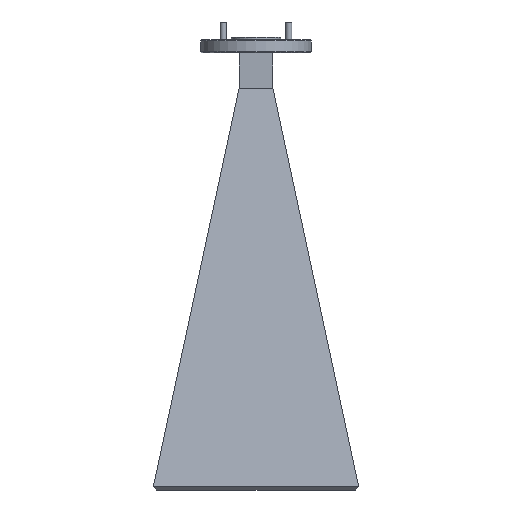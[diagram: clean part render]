
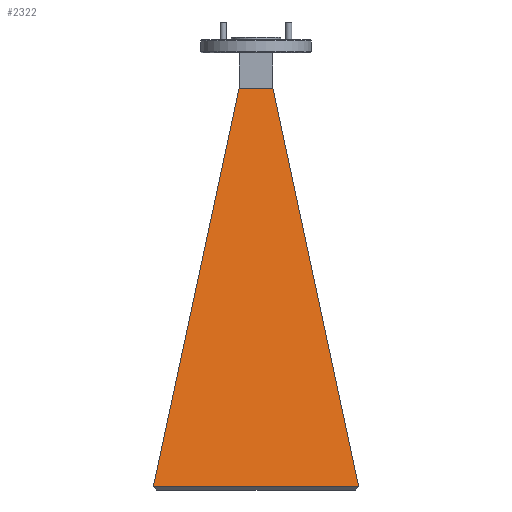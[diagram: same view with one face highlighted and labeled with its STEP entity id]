
A CAD part, front view. The second image highlights one B-rep face of the part: STEP entity #2322.
In plain terms, the highlighted planar face has unit normal (0, -0.984, 0.177).
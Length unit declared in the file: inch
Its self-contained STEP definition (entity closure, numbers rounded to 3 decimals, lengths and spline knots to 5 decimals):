
#93 = ORIENTED_EDGE ( 'NONE', *, *, #2254, .F. ) ;
#99 = DIRECTION ( 'NONE',  ( 0., -0.984, 0.177 ) ) ;
#165 = LINE ( 'NONE', #1307, #1140 ) ;
#239 = LINE ( 'NONE', #1487, #573 ) ;
#258 = DIRECTION ( 'NONE',  ( -1., 0., 0. ) ) ;
#262 = CARTESIAN_POINT ( 'NONE',  ( 0., -0.02138, 0.00385 ) ) ;
#278 = DIRECTION ( 'NONE',  ( 0., -0.177, -0.984 ) ) ;
#404 = DIRECTION ( 'NONE',  ( 0.207, 0.173, 0.963 ) ) ;
#408 = VECTOR ( 'NONE', #1600, 39.37008 ) ;
#450 = CARTESIAN_POINT ( 'NONE',  ( -0.172, -0.116, -0.522 ) ) ;
#490 = AXIS2_PLACEMENT_3D ( 'NONE', #262, #99, #278 ) ;
#573 = VECTOR ( 'NONE', #258, 39.37008 ) ;
#866 = DIRECTION ( 'NONE',  ( 1., 0., 0. ) ) ;
#898 = CARTESIAN_POINT ( 'NONE',  ( 0.172, -0.116, -0.522 ) ) ;
#1037 = ORIENTED_EDGE ( 'NONE', *, *, #1456, .T. ) ;
#1090 = LINE ( 'NONE', #1226, #408 ) ;
#1100 = ORIENTED_EDGE ( 'NONE', *, *, #1693, .T. ) ;
#1140 = VECTOR ( 'NONE', #404, 39.37008 ) ;
#1141 = EDGE_CURVE ( 'NONE', #1690, #2079, #1090, .T. ) ;
#1171 = PLANE ( 'NONE',  #490 ) ;
#1226 = CARTESIAN_POINT ( 'NONE',  ( 1.05, -0.85, -4.601 ) ) ;
#1307 = CARTESIAN_POINT ( 'NONE',  ( -1.05, -0.85, -4.601 ) ) ;
#1377 = LINE ( 'NONE', #1963, #1733 ) ;
#1456 = EDGE_CURVE ( 'NONE', #1667, #1690, #1377, .T. ) ;
#1487 = CARTESIAN_POINT ( 'NONE',  ( 0., -0.116, -0.522 ) ) ;
#1600 = DIRECTION ( 'NONE',  ( -0.207, 0.173, 0.963 ) ) ;
#1667 = VERTEX_POINT ( 'NONE', #2179 ) ;
#1690 = VERTEX_POINT ( 'NONE', #1867 ) ;
#1693 = EDGE_CURVE ( 'NONE', #2079, #1851, #239, .T. ) ;
#1733 = VECTOR ( 'NONE', #866, 39.37008 ) ;
#1833 = EDGE_LOOP ( 'NONE', ( #93, #1037, #1929, #1100 ) ) ;
#1851 = VERTEX_POINT ( 'NONE', #450 ) ;
#1867 = CARTESIAN_POINT ( 'NONE',  ( 1.0427, -0.8439, -4.5671 ) ) ;
#1915 = FACE_OUTER_BOUND ( 'NONE', #1833, .T. ) ;
#1929 = ORIENTED_EDGE ( 'NONE', *, *, #1141, .T. ) ;
#1963 = CARTESIAN_POINT ( 'NONE',  ( 0., -0.8439, -4.5671 ) ) ;
#2079 = VERTEX_POINT ( 'NONE', #898 ) ;
#2179 = CARTESIAN_POINT ( 'NONE',  ( -1.0427, -0.8439, -4.5671 ) ) ;
#2254 = EDGE_CURVE ( 'NONE', #1667, #1851, #165, .T. ) ;
#2322 = ADVANCED_FACE ( 'NONE', ( #1915 ), #1171, .T. ) ;
